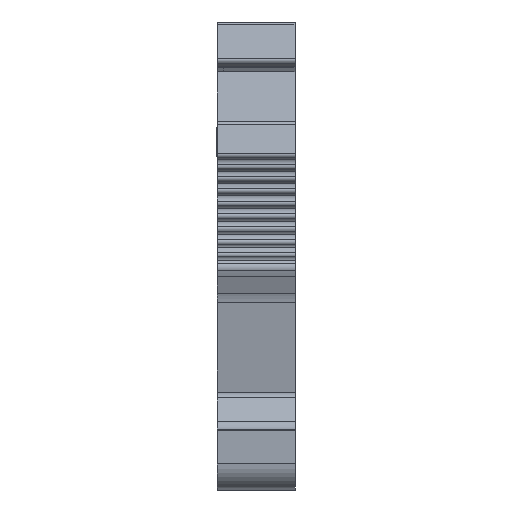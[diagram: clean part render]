
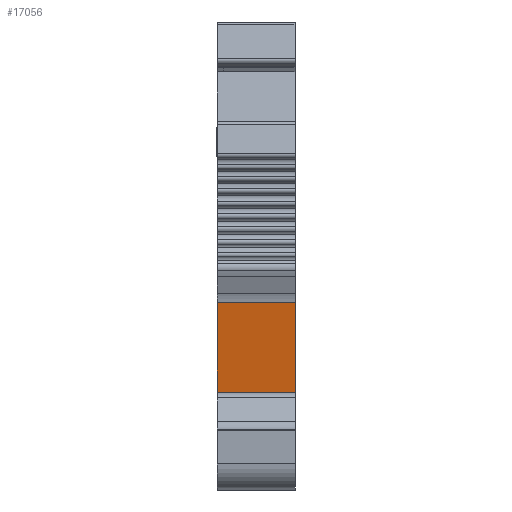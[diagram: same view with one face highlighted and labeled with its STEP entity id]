
A CAD part, left-side view. The second image highlights one B-rep face of the part: STEP entity #17056.
In plain terms, the highlighted planar face has unit normal (-0.986, 0, -0.168).
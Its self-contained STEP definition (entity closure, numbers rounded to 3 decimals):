
#193=B_SPLINE_CURVE_WITH_KNOTS('',3,(#23170,#23171,#23172,#23173),
 .UNSPECIFIED.,.F.,.F.,(4,4),(0.,1.),.UNSPECIFIED.);
#194=B_SPLINE_CURVE_WITH_KNOTS('',3,(#23175,#23176,#23177,#23178),
 .UNSPECIFIED.,.F.,.F.,(4,4),(0.,1.),.UNSPECIFIED.);
#2574=ORIENTED_EDGE('',*,*,#5567,.F.);
#2575=ORIENTED_EDGE('',*,*,#5568,.F.);
#2576=ORIENTED_EDGE('',*,*,#5242,.T.);
#2577=ORIENTED_EDGE('',*,*,#5241,.T.);
#2578=ORIENTED_EDGE('',*,*,#5569,.F.);
#5241=EDGE_CURVE('',#6903,#6902,#193,.T.);
#5242=EDGE_CURVE('',#6904,#6903,#194,.T.);
#5567=EDGE_CURVE('',#7105,#7106,#8347,.T.);
#5568=EDGE_CURVE('',#6904,#7105,#8348,.T.);
#5569=EDGE_CURVE('',#7106,#6902,#8349,.T.);
#6902=VERTEX_POINT('',#23169);
#6903=VERTEX_POINT('',#23174);
#6904=VERTEX_POINT('',#23179);
#7105=VERTEX_POINT('',#24183);
#7106=VERTEX_POINT('',#24184);
#8347=LINE('',#24182,#9611);
#8348=LINE('',#24185,#9612);
#8349=LINE('',#24186,#9613);
#9611=VECTOR('',#20197,1000.);
#9612=VECTOR('',#20198,1000.);
#9613=VECTOR('',#20199,1000.);
#10538=EDGE_LOOP('',(#2574,#2575,#2576,#2577,#2578));
#11241=FACE_BOUND('',#10538,.T.);
#11802=PLANE('',#17953);
#17056=ADVANCED_FACE('',(#11241),#11802,.T.);
#17953=AXIS2_PLACEMENT_3D('',#24181,#20195,#20196);
#20195=DIRECTION('',(-0.986,0.,-0.167));
#20196=DIRECTION('',(-0.167,0.,0.986));
#20197=DIRECTION('',(0.,-1.,0.));
#20198=DIRECTION('',(-0.167,0.,0.986));
#20199=DIRECTION('',(0.167,0.,-0.986));
#23169=CARTESIAN_POINT('',(-30.656,-2.7,-10.38));
#23170=CARTESIAN_POINT('',(-30.656,2.3,-10.38));
#23171=CARTESIAN_POINT('',(-30.656,0.633,-10.38));
#23172=CARTESIAN_POINT('',(-30.656,-1.033,-10.38));
#23173=CARTESIAN_POINT('',(-30.656,-2.7,-10.38));
#23174=CARTESIAN_POINT('',(-30.656,2.3,-10.38));
#23175=CARTESIAN_POINT('',(-30.656,3.3,-10.38));
#23176=CARTESIAN_POINT('',(-30.656,2.967,-10.38));
#23177=CARTESIAN_POINT('',(-30.656,2.633,-10.38));
#23178=CARTESIAN_POINT('',(-30.656,2.3,-10.38));
#23179=CARTESIAN_POINT('',(-30.656,3.3,-10.38));
#24181=CARTESIAN_POINT('',(-31.831,85.232,-3.457));
#24182=CARTESIAN_POINT('',(-31.831,85.232,-3.457));
#24183=CARTESIAN_POINT('',(-31.831,3.3,-3.457));
#24184=CARTESIAN_POINT('',(-31.831,-2.7,-3.457));
#24185=CARTESIAN_POINT('',(-31.509,3.3,-5.352));
#24186=CARTESIAN_POINT('',(-31.831,-2.7,-3.457));
